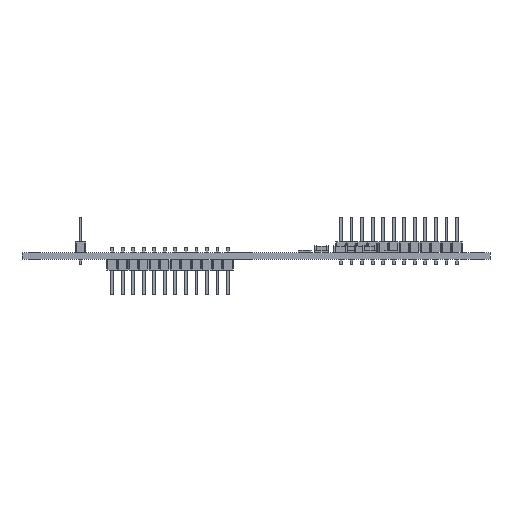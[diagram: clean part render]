
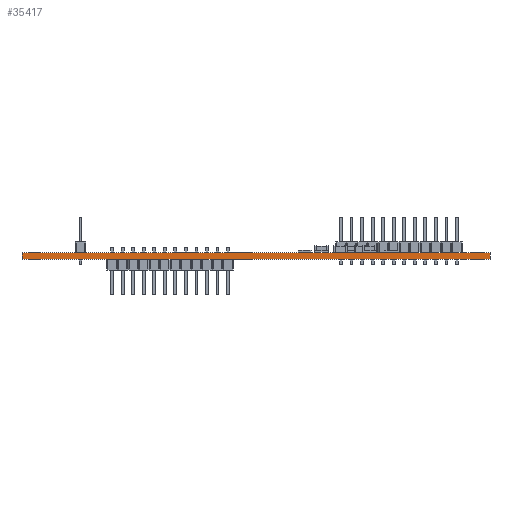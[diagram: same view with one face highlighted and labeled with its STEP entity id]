
A CAD part, left-side view. The second image highlights one B-rep face of the part: STEP entity #35417.
In plain terms, the highlighted planar face has unit normal (-1, 0, 0).
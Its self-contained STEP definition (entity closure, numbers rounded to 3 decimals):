
#35417 = ADVANCED_FACE('',(#35418),#35432,.F.);
#35418 = FACE_BOUND('',#35419,.F.);
#35419 = EDGE_LOOP('',(#35420,#35455,#35483,#35511));
#35420 = ORIENTED_EDGE('',*,*,#35421,.T.);
#35421 = EDGE_CURVE('',#35422,#35424,#35426,.T.);
#35422 = VERTEX_POINT('',#35423);
#35423 = CARTESIAN_POINT('',(0.,-0.,0.));
#35424 = VERTEX_POINT('',#35425);
#35425 = CARTESIAN_POINT('',(0.,0.,1.6));
#35426 = SURFACE_CURVE('',#35427,(#35431,#35443),.PCURVE_S1.);
#35427 = LINE('',#35428,#35429);
#35428 = CARTESIAN_POINT('',(0.,-0.,0.));
#35429 = VECTOR('',#35430,1.);
#35430 = DIRECTION('',(0.,0.,1.));
#35431 = PCURVE('',#35432,#35437);
#35432 = PLANE('',#35433);
#35433 = AXIS2_PLACEMENT_3D('',#35434,#35435,#35436);
#35434 = CARTESIAN_POINT('',(0.,-0.,0.));
#35435 = DIRECTION('',(1.,0.,-0.));
#35436 = DIRECTION('',(0.,-1.,0.));
#35437 = DEFINITIONAL_REPRESENTATION('',(#35438),#35442);
#35438 = LINE('',#35439,#35440);
#35439 = CARTESIAN_POINT('',(0.,0.));
#35440 = VECTOR('',#35441,1.);
#35441 = DIRECTION('',(0.,-1.));
#35442 = ( GEOMETRIC_REPRESENTATION_CONTEXT(2) 
PARAMETRIC_REPRESENTATION_CONTEXT() REPRESENTATION_CONTEXT('2D SPACE',''
  ) );
#35443 = PCURVE('',#35444,#35449);
#35444 = PLANE('',#35445);
#35445 = AXIS2_PLACEMENT_3D('',#35446,#35447,#35448);
#35446 = CARTESIAN_POINT('',(90.,0.,0.));
#35447 = DIRECTION('',(0.,-1.,0.));
#35448 = DIRECTION('',(-1.,0.,0.));
#35449 = DEFINITIONAL_REPRESENTATION('',(#35450),#35454);
#35450 = LINE('',#35451,#35452);
#35451 = CARTESIAN_POINT('',(90.,0.));
#35452 = VECTOR('',#35453,1.);
#35453 = DIRECTION('',(0.,-1.));
#35454 = ( GEOMETRIC_REPRESENTATION_CONTEXT(2) 
PARAMETRIC_REPRESENTATION_CONTEXT() REPRESENTATION_CONTEXT('2D SPACE',''
  ) );
#35455 = ORIENTED_EDGE('',*,*,#35456,.T.);
#35456 = EDGE_CURVE('',#35424,#35457,#35459,.T.);
#35457 = VERTEX_POINT('',#35458);
#35458 = CARTESIAN_POINT('',(0.,-113.,1.6));
#35459 = SURFACE_CURVE('',#35460,(#35464,#35471),.PCURVE_S1.);
#35460 = LINE('',#35461,#35462);
#35461 = CARTESIAN_POINT('',(0.,0.,1.6));
#35462 = VECTOR('',#35463,1.);
#35463 = DIRECTION('',(0.,-1.,0.));
#35464 = PCURVE('',#35432,#35465);
#35465 = DEFINITIONAL_REPRESENTATION('',(#35466),#35470);
#35466 = LINE('',#35467,#35468);
#35467 = CARTESIAN_POINT('',(0.,-1.6));
#35468 = VECTOR('',#35469,1.);
#35469 = DIRECTION('',(1.,0.));
#35470 = ( GEOMETRIC_REPRESENTATION_CONTEXT(2) 
PARAMETRIC_REPRESENTATION_CONTEXT() REPRESENTATION_CONTEXT('2D SPACE',''
  ) );
#35471 = PCURVE('',#35472,#35477);
#35472 = PLANE('',#35473);
#35473 = AXIS2_PLACEMENT_3D('',#35474,#35475,#35476);
#35474 = CARTESIAN_POINT('',(45.,-56.5,1.6));
#35475 = DIRECTION('',(0.,0.,1.));
#35476 = DIRECTION('',(1.,0.,-0.));
#35477 = DEFINITIONAL_REPRESENTATION('',(#35478),#35482);
#35478 = LINE('',#35479,#35480);
#35479 = CARTESIAN_POINT('',(-45.,56.5));
#35480 = VECTOR('',#35481,1.);
#35481 = DIRECTION('',(0.,-1.));
#35482 = ( GEOMETRIC_REPRESENTATION_CONTEXT(2) 
PARAMETRIC_REPRESENTATION_CONTEXT() REPRESENTATION_CONTEXT('2D SPACE',''
  ) );
#35483 = ORIENTED_EDGE('',*,*,#35484,.F.);
#35484 = EDGE_CURVE('',#35485,#35457,#35487,.T.);
#35485 = VERTEX_POINT('',#35486);
#35486 = CARTESIAN_POINT('',(0.,-113.,0.));
#35487 = SURFACE_CURVE('',#35488,(#35492,#35499),.PCURVE_S1.);
#35488 = LINE('',#35489,#35490);
#35489 = CARTESIAN_POINT('',(0.,-113.,0.));
#35490 = VECTOR('',#35491,1.);
#35491 = DIRECTION('',(0.,0.,1.));
#35492 = PCURVE('',#35432,#35493);
#35493 = DEFINITIONAL_REPRESENTATION('',(#35494),#35498);
#35494 = LINE('',#35495,#35496);
#35495 = CARTESIAN_POINT('',(113.,0.));
#35496 = VECTOR('',#35497,1.);
#35497 = DIRECTION('',(0.,-1.));
#35498 = ( GEOMETRIC_REPRESENTATION_CONTEXT(2) 
PARAMETRIC_REPRESENTATION_CONTEXT() REPRESENTATION_CONTEXT('2D SPACE',''
  ) );
#35499 = PCURVE('',#35500,#35505);
#35500 = PLANE('',#35501);
#35501 = AXIS2_PLACEMENT_3D('',#35502,#35503,#35504);
#35502 = CARTESIAN_POINT('',(0.,-113.,0.));
#35503 = DIRECTION('',(0.,1.,0.));
#35504 = DIRECTION('',(1.,0.,0.));
#35505 = DEFINITIONAL_REPRESENTATION('',(#35506),#35510);
#35506 = LINE('',#35507,#35508);
#35507 = CARTESIAN_POINT('',(0.,0.));
#35508 = VECTOR('',#35509,1.);
#35509 = DIRECTION('',(0.,-1.));
#35510 = ( GEOMETRIC_REPRESENTATION_CONTEXT(2) 
PARAMETRIC_REPRESENTATION_CONTEXT() REPRESENTATION_CONTEXT('2D SPACE',''
  ) );
#35511 = ORIENTED_EDGE('',*,*,#35512,.F.);
#35512 = EDGE_CURVE('',#35422,#35485,#35513,.T.);
#35513 = SURFACE_CURVE('',#35514,(#35518,#35525),.PCURVE_S1.);
#35514 = LINE('',#35515,#35516);
#35515 = CARTESIAN_POINT('',(0.,-0.,0.));
#35516 = VECTOR('',#35517,1.);
#35517 = DIRECTION('',(0.,-1.,0.));
#35518 = PCURVE('',#35432,#35519);
#35519 = DEFINITIONAL_REPRESENTATION('',(#35520),#35524);
#35520 = LINE('',#35521,#35522);
#35521 = CARTESIAN_POINT('',(0.,0.));
#35522 = VECTOR('',#35523,1.);
#35523 = DIRECTION('',(1.,0.));
#35524 = ( GEOMETRIC_REPRESENTATION_CONTEXT(2) 
PARAMETRIC_REPRESENTATION_CONTEXT() REPRESENTATION_CONTEXT('2D SPACE',''
  ) );
#35525 = PCURVE('',#35526,#35531);
#35526 = PLANE('',#35527);
#35527 = AXIS2_PLACEMENT_3D('',#35528,#35529,#35530);
#35528 = CARTESIAN_POINT('',(45.,-56.5,0.));
#35529 = DIRECTION('',(0.,0.,1.));
#35530 = DIRECTION('',(1.,0.,-0.));
#35531 = DEFINITIONAL_REPRESENTATION('',(#35532),#35536);
#35532 = LINE('',#35533,#35534);
#35533 = CARTESIAN_POINT('',(-45.,56.5));
#35534 = VECTOR('',#35535,1.);
#35535 = DIRECTION('',(0.,-1.));
#35536 = ( GEOMETRIC_REPRESENTATION_CONTEXT(2) 
PARAMETRIC_REPRESENTATION_CONTEXT() REPRESENTATION_CONTEXT('2D SPACE',''
  ) );
